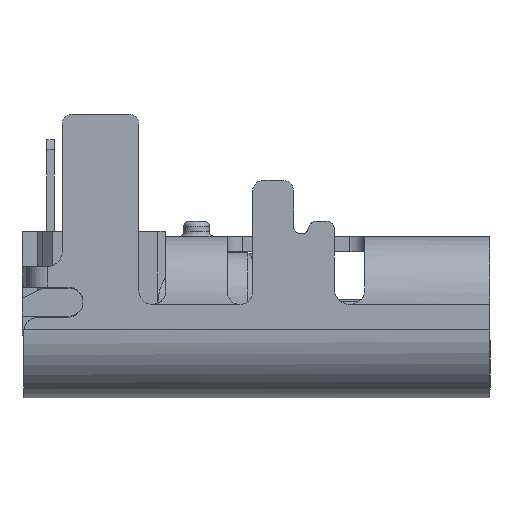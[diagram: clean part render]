
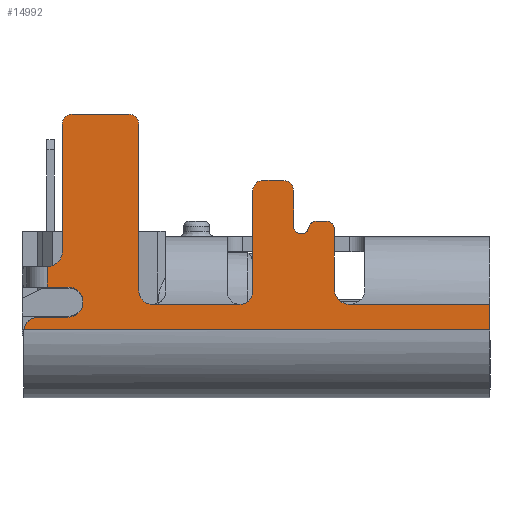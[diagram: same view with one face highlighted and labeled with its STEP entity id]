
A CAD part, left-side view. The second image highlights one B-rep face of the part: STEP entity #14992.
In plain terms, the highlighted face is planar.
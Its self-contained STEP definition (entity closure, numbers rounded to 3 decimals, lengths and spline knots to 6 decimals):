
#1134=FACE_OUTER_BOUND('',#1993,.T.);
#1993=EDGE_LOOP('',(#10287,#10288,#10289,#10290,#10291,#10292,#10293,#10294,
#10295,#10296,#10297,#10298,#10299,#10300,#10301,#10302,#10303,#10304,#10305,
#10306,#10307,#10308,#10309,#10310,#10311,#10312,#10313,#10314));
#2866=CIRCLE('',#16116,0.000265);
#2870=CIRCLE('',#16122,0.0002);
#2881=CIRCLE('',#16136,0.00025);
#2883=CIRCLE('',#16139,0.00015);
#2891=CIRCLE('',#16151,0.00015);
#2892=CIRCLE('',#16153,0.000295);
#2893=CIRCLE('',#16154,0.0003);
#2894=CIRCLE('',#16155,0.0003);
#2895=CIRCLE('',#16156,0.00015);
#2896=CIRCLE('',#16157,0.0002);
#2897=CIRCLE('',#16158,0.0002);
#2898=CIRCLE('',#16159,0.0002);
#2899=CIRCLE('',#16160,0.0003);
#3198=LINE('',#24944,#4804);
#3263=LINE('',#27599,#4869);
#3269=LINE('',#28004,#4875);
#3270=LINE('',#28006,#4876);
#3271=LINE('',#28010,#4877);
#3272=LINE('',#28014,#4878);
#3273=LINE('',#28016,#4879);
#3274=LINE('',#28018,#4880);
#3275=LINE('',#28022,#4881);
#3276=LINE('',#28025,#4882);
#3277=LINE('',#28029,#4883);
#3278=LINE('',#28031,#4884);
#3279=LINE('',#28032,#4885);
#3280=LINE('',#28034,#4886);
#3281=LINE('',#28038,#4887);
#4804=VECTOR('',#17298,1.);
#4869=VECTOR('',#17499,1.);
#4875=VECTOR('',#17527,1.);
#4876=VECTOR('',#17528,1.);
#4877=VECTOR('',#17531,1.);
#4878=VECTOR('',#17534,1.);
#4879=VECTOR('',#17535,1.);
#4880=VECTOR('',#17536,1.);
#4881=VECTOR('',#17539,1.);
#4882=VECTOR('',#17542,1.);
#4883=VECTOR('',#17545,1.);
#4884=VECTOR('',#17548,1.);
#4885=VECTOR('',#17549,1.);
#4886=VECTOR('',#17550,1.);
#4887=VECTOR('',#17553,1.);
#6462=VERTEX_POINT('',#24942);
#6463=VERTEX_POINT('',#24943);
#6541=VERTEX_POINT('',#27474);
#6542=VERTEX_POINT('',#27476);
#6547=VERTEX_POINT('',#27498);
#6550=VERTEX_POINT('',#27503);
#6575=VERTEX_POINT('',#27561);
#6576=VERTEX_POINT('',#27572);
#6579=VERTEX_POINT('',#27589);
#6580=VERTEX_POINT('',#27590);
#6583=VERTEX_POINT('',#27598);
#6590=VERTEX_POINT('',#28002);
#6591=VERTEX_POINT('',#28003);
#6592=VERTEX_POINT('',#28005);
#6593=VERTEX_POINT('',#28007);
#6594=VERTEX_POINT('',#28009);
#6595=VERTEX_POINT('',#28011);
#6596=VERTEX_POINT('',#28013);
#6597=VERTEX_POINT('',#28015);
#6598=VERTEX_POINT('',#28017);
#6599=VERTEX_POINT('',#28019);
#6600=VERTEX_POINT('',#28021);
#6601=VERTEX_POINT('',#28024);
#6602=VERTEX_POINT('',#28026);
#6603=VERTEX_POINT('',#28028);
#6604=VERTEX_POINT('',#28033);
#6605=VERTEX_POINT('',#28035);
#6606=VERTEX_POINT('',#28037);
#7898=EDGE_CURVE('',#6462,#6463,#3198,.T.);
#7992=EDGE_CURVE('',#6542,#6541,#2866,.T.);
#8001=EDGE_CURVE('',#6547,#6550,#2870,.T.);
#8031=EDGE_CURVE('',#6576,#6575,#2881,.T.);
#8035=EDGE_CURVE('',#6579,#6580,#2883,.T.);
#8039=EDGE_CURVE('',#6583,#6576,#3263,.T.);
#8053=EDGE_CURVE('',#6463,#6579,#2891,.T.);
#8054=EDGE_CURVE('',#6590,#6591,#3269,.T.);
#8055=EDGE_CURVE('',#6591,#6592,#3270,.T.);
#8056=EDGE_CURVE('',#6592,#6593,#2892,.T.);
#8057=EDGE_CURVE('',#6593,#6594,#3271,.T.);
#8058=EDGE_CURVE('',#6595,#6594,#2893,.T.);
#8059=EDGE_CURVE('',#6596,#6595,#3272,.T.);
#8060=EDGE_CURVE('',#6596,#6597,#3273,.T.);
#8061=EDGE_CURVE('',#6598,#6597,#3274,.T.);
#8062=EDGE_CURVE('',#6598,#6599,#2894,.T.);
#8063=EDGE_CURVE('',#6599,#6600,#3275,.T.);
#8064=EDGE_CURVE('',#6600,#6462,#2895,.T.);
#8065=EDGE_CURVE('',#6580,#6601,#3276,.T.);
#8066=EDGE_CURVE('',#6601,#6602,#2896,.T.);
#8067=EDGE_CURVE('',#6602,#6603,#3277,.T.);
#8068=EDGE_CURVE('',#6603,#6583,#2897,.T.);
#8069=EDGE_CURVE('',#6542,#6575,#3278,.T.);
#8070=EDGE_CURVE('',#6541,#6547,#3279,.T.);
#8071=EDGE_CURVE('',#6550,#6604,#3280,.T.);
#8072=EDGE_CURVE('',#6604,#6605,#2898,.T.);
#8073=EDGE_CURVE('',#6605,#6606,#3281,.T.);
#8074=EDGE_CURVE('',#6606,#6590,#2899,.T.);
#10287=ORIENTED_EDGE('',*,*,#8054,.T.);
#10288=ORIENTED_EDGE('',*,*,#8055,.T.);
#10289=ORIENTED_EDGE('',*,*,#8056,.T.);
#10290=ORIENTED_EDGE('',*,*,#8057,.T.);
#10291=ORIENTED_EDGE('',*,*,#8058,.F.);
#10292=ORIENTED_EDGE('',*,*,#8059,.F.);
#10293=ORIENTED_EDGE('',*,*,#8060,.T.);
#10294=ORIENTED_EDGE('',*,*,#8061,.F.);
#10295=ORIENTED_EDGE('',*,*,#8062,.T.);
#10296=ORIENTED_EDGE('',*,*,#8063,.T.);
#10297=ORIENTED_EDGE('',*,*,#8064,.T.);
#10298=ORIENTED_EDGE('',*,*,#7898,.T.);
#10299=ORIENTED_EDGE('',*,*,#8053,.T.);
#10300=ORIENTED_EDGE('',*,*,#8035,.T.);
#10301=ORIENTED_EDGE('',*,*,#8065,.T.);
#10302=ORIENTED_EDGE('',*,*,#8066,.T.);
#10303=ORIENTED_EDGE('',*,*,#8067,.T.);
#10304=ORIENTED_EDGE('',*,*,#8068,.T.);
#10305=ORIENTED_EDGE('',*,*,#8039,.T.);
#10306=ORIENTED_EDGE('',*,*,#8031,.T.);
#10307=ORIENTED_EDGE('',*,*,#8069,.F.);
#10308=ORIENTED_EDGE('',*,*,#7992,.T.);
#10309=ORIENTED_EDGE('',*,*,#8070,.T.);
#10310=ORIENTED_EDGE('',*,*,#8001,.T.);
#10311=ORIENTED_EDGE('',*,*,#8071,.T.);
#10312=ORIENTED_EDGE('',*,*,#8072,.T.);
#10313=ORIENTED_EDGE('',*,*,#8073,.T.);
#10314=ORIENTED_EDGE('',*,*,#8074,.T.);
#14342=PLANE('',#16152);
#14992=ADVANCED_FACE('',(#1134),#14342,.T.);
#16116=AXIS2_PLACEMENT_3D('',#27477,#17422,#17423);
#16122=AXIS2_PLACEMENT_3D('',#27505,#17438,#17439);
#16136=AXIS2_PLACEMENT_3D('',#27573,#17484,#17485);
#16139=AXIS2_PLACEMENT_3D('',#27591,#17491,#17492);
#16151=AXIS2_PLACEMENT_3D('',#28000,#17523,#17524);
#16152=AXIS2_PLACEMENT_3D('',#28001,#17525,#17526);
#16153=AXIS2_PLACEMENT_3D('',#28008,#17529,#17530);
#16154=AXIS2_PLACEMENT_3D('',#28012,#17532,#17533);
#16155=AXIS2_PLACEMENT_3D('',#28020,#17537,#17538);
#16156=AXIS2_PLACEMENT_3D('',#28023,#17540,#17541);
#16157=AXIS2_PLACEMENT_3D('',#28027,#17543,#17544);
#16158=AXIS2_PLACEMENT_3D('',#28030,#17546,#17547);
#16159=AXIS2_PLACEMENT_3D('',#28036,#17551,#17552);
#16160=AXIS2_PLACEMENT_3D('',#28039,#17554,#17555);
#17298=DIRECTION('',(0.,0.,-1.));
#17422=DIRECTION('center_axis',(-1.,0.,0.));
#17423=DIRECTION('ref_axis',(0.,0.,-1.));
#17438=DIRECTION('center_axis',(1.,0.,0.));
#17439=DIRECTION('ref_axis',(0.,0.,-1.));
#17484=DIRECTION('center_axis',(-1.,0.,0.));
#17485=DIRECTION('ref_axis',(0.,0.,1.));
#17491=DIRECTION('center_axis',(-1.,0.,0.));
#17492=DIRECTION('ref_axis',(0.,0.,1.));
#17499=DIRECTION('',(0.,1.,0.));
#17523=DIRECTION('center_axis',(1.,0.,0.));
#17524=DIRECTION('ref_axis',(0.,0.,-1.));
#17525=DIRECTION('center_axis',(1.,0.,0.));
#17526=DIRECTION('ref_axis',(0.,1.,0.));
#17527=DIRECTION('',(0.,1.,0.));
#17528=DIRECTION('',(0.,0.,1.));
#17529=DIRECTION('center_axis',(-1.,0.,0.));
#17530=DIRECTION('ref_axis',(0.,0.,-1.));
#17531=DIRECTION('',(0.,0.,-1.));
#17532=DIRECTION('center_axis',(-1.,0.,0.));
#17533=DIRECTION('ref_axis',(0.,0.,1.));
#17534=DIRECTION('',(0.,0.,-1.));
#17535=DIRECTION('',(0.,-1.,0.));
#17536=DIRECTION('',(0.,0.,1.));
#17537=DIRECTION('center_axis',(-1.,0.,0.));
#17538=DIRECTION('ref_axis',(0.,0.,1.));
#17539=DIRECTION('',(0.,-1.,0.));
#17540=DIRECTION('center_axis',(1.,0.,0.));
#17541=DIRECTION('ref_axis',(0.,0.,-1.));
#17542=DIRECTION('',(0.,-1.,0.));
#17543=DIRECTION('center_axis',(1.,0.,0.));
#17544=DIRECTION('ref_axis',(0.,0.,-1.));
#17545=DIRECTION('',(0.,0.,-1.));
#17546=DIRECTION('center_axis',(1.,0.,0.));
#17547=DIRECTION('ref_axis',(0.,0.,-1.));
#17548=DIRECTION('',(0.,0.,1.));
#17549=DIRECTION('',(0.,-1.,0.));
#17550=DIRECTION('',(0.,0.,-1.));
#17551=DIRECTION('center_axis',(1.,0.,0.));
#17552=DIRECTION('ref_axis',(0.,0.,-1.));
#17553=DIRECTION('',(0.,1.,0.));
#17554=DIRECTION('center_axis',(-1.,0.,0.));
#17555=DIRECTION('ref_axis',(0.,0.,-1.));
#24942=CARTESIAN_POINT('',(0.004475,0.,-0.0027));
#24943=CARTESIAN_POINT('',(0.004475,0.,-0.002904));
#24944=CARTESIAN_POINT('',(0.004475,0.,-0.004068));
#27474=CARTESIAN_POINT('',(0.004475,0.001365,-0.00638));
#27476=CARTESIAN_POINT('',(0.004475,0.00163,-0.006115));
#27477=CARTESIAN_POINT('Origin',(0.004475,0.001365,-0.006115));
#27498=CARTESIAN_POINT('',(0.004475,-0.0019,-0.00638));
#27503=CARTESIAN_POINT('',(0.004475,-0.0021,-0.00658));
#27505=CARTESIAN_POINT('Origin',(0.004475,-0.0019,-0.00658));
#27561=CARTESIAN_POINT('',(0.004475,0.00163,-0.0044));
#27572=CARTESIAN_POINT('',(0.004475,0.00138,-0.00415));
#27573=CARTESIAN_POINT('Origin',(0.004475,0.00138,-0.0044));
#27589=CARTESIAN_POINT('',(0.004475,0.000124,-0.003052));
#27590=CARTESIAN_POINT('',(0.004475,0.0001,-0.00335));
#27591=CARTESIAN_POINT('Origin',(0.004475,0.0001,-0.0032));
#27598=CARTESIAN_POINT('',(0.004475,-0.0006,-0.00415));
#27599=CARTESIAN_POINT('',(0.004475,0.000015,-0.00415));
#28000=CARTESIAN_POINT('Origin',(0.004475,0.00015,-0.002904));
#28001=CARTESIAN_POINT('Origin',(0.004475,0.000015,-0.004068));
#28002=CARTESIAN_POINT('',(0.004475,0.00089,-0.00818));
#28003=CARTESIAN_POINT('',(0.004475,0.00129,-0.00818));
#28004=CARTESIAN_POINT('',(0.004475,0.000015,-0.00818));
#28005=CARTESIAN_POINT('',(0.004475,0.00129,-0.00777));
#28006=CARTESIAN_POINT('',(0.004475,0.00129,-0.004068));
#28007=CARTESIAN_POINT('',(0.004475,0.00188,-0.00777));
#28008=CARTESIAN_POINT('Origin',(0.004475,0.001585,-0.00777));
#28009=CARTESIAN_POINT('',(0.004475,0.00188,-0.00834));
#28010=CARTESIAN_POINT('',(0.004475,0.00188,-0.004068));
#28011=CARTESIAN_POINT('',(0.004475,0.00213,-0.008636));
#28012=CARTESIAN_POINT('Origin',(0.004475,0.00218,-0.00834));
#28013=CARTESIAN_POINT('',(0.004475,0.00213,0.0005));
#28014=CARTESIAN_POINT('',(0.004475,0.00213,-0.004068));
#28015=CARTESIAN_POINT('',(0.004475,0.00163,0.0005));
#28016=CARTESIAN_POINT('',(0.004475,0.000015,0.0005));
#28017=CARTESIAN_POINT('',(0.004475,0.00163,-0.00225));
#28018=CARTESIAN_POINT('',(0.004475,0.00163,-0.004068));
#28019=CARTESIAN_POINT('',(0.004475,0.00133,-0.00255));
#28020=CARTESIAN_POINT('Origin',(0.004475,0.00133,-0.00225));
#28021=CARTESIAN_POINT('',(0.004475,0.00015,-0.00255));
#28022=CARTESIAN_POINT('',(0.004475,0.000015,-0.00255));
#28023=CARTESIAN_POINT('Origin',(0.004475,0.00015,-0.0027));
#28024=CARTESIAN_POINT('',(0.004475,-0.0006,-0.00335));
#28025=CARTESIAN_POINT('',(0.004475,0.000015,-0.00335));
#28026=CARTESIAN_POINT('',(0.004475,-0.0008,-0.00355));
#28027=CARTESIAN_POINT('Origin',(0.004475,-0.0006,-0.00355));
#28028=CARTESIAN_POINT('',(0.004475,-0.0008,-0.00395));
#28029=CARTESIAN_POINT('',(0.004475,-0.0008,-0.004068));
#28030=CARTESIAN_POINT('Origin',(0.004475,-0.0006,-0.00395));
#28031=CARTESIAN_POINT('',(0.004475,0.00163,-0.004068));
#28032=CARTESIAN_POINT('',(0.004475,0.000015,-0.00638));
#28033=CARTESIAN_POINT('',(0.004475,-0.0021,-0.00768));
#28034=CARTESIAN_POINT('',(0.004475,-0.0021,-0.004068));
#28035=CARTESIAN_POINT('',(0.004475,-0.0019,-0.00788));
#28036=CARTESIAN_POINT('Origin',(0.004475,-0.0019,-0.00768));
#28037=CARTESIAN_POINT('',(0.004475,0.00059,-0.00788));
#28038=CARTESIAN_POINT('',(0.004475,0.000015,-0.00788));
#28039=CARTESIAN_POINT('Origin',(0.004475,0.00059,-0.00818));
